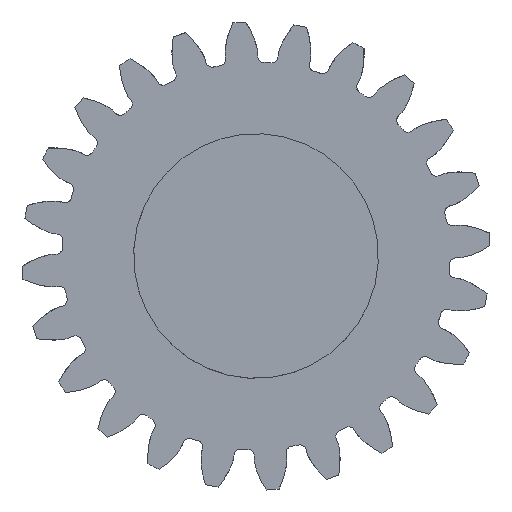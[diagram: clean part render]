
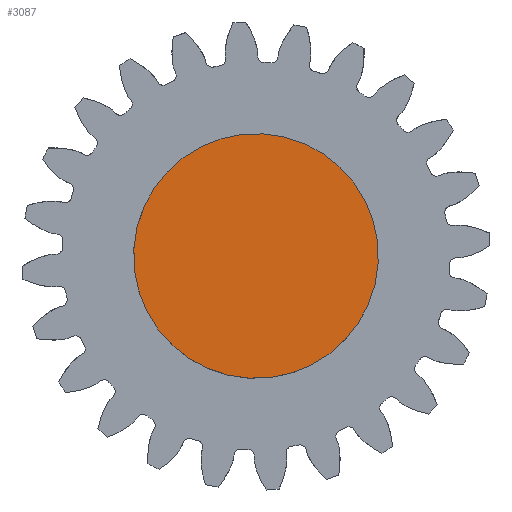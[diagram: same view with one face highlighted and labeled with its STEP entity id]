
A CAD part, left-side view. The second image highlights one B-rep face of the part: STEP entity #3087.
In plain terms, the highlighted face is planar.
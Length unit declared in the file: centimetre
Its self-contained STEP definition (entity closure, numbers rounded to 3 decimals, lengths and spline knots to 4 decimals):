
#369 = PLANE ( 'NONE',  #1990 ) ;
#768 = CIRCLE ( 'NONE', #1826, 0.9525 ) ;
#998 = CIRCLE ( 'NONE', #3652, 0.9525 ) ;
#1432 = ORIENTED_EDGE ( 'NONE', *, *, #6578, .F. ) ;
#1682 = DIRECTION ( 'NONE',  ( -1., 0., 0. ) ) ;
#1826 = AXIS2_PLACEMENT_3D ( 'NONE', #5222, #7640, #9435 ) ;
#1848 = DIRECTION ( 'NONE',  ( 0., 0., 1. ) ) ;
#1990 = AXIS2_PLACEMENT_3D ( 'NONE', #2912, #6319, #2078 ) ;
#2078 = DIRECTION ( 'NONE',  ( 0., -1., 0. ) ) ;
#2912 = CARTESIAN_POINT ( 'NONE',  ( 51.2005, 87.05, 0. ) ) ;
#3087 = ADVANCED_FACE ( 'NONE', ( #8854 ), #369, .F. ) ;
#3594 = EDGE_CURVE ( 'NONE', #10282, #9234, #768, .T. ) ;
#3652 = AXIS2_PLACEMENT_3D ( 'NONE', #7662, #1682, #1848 ) ;
#5222 = CARTESIAN_POINT ( 'NONE',  ( 51.2005, 87.05, 0. ) ) ;
#6319 = DIRECTION ( 'NONE',  ( -1., 0., 0. ) ) ;
#6578 = EDGE_CURVE ( 'NONE', #9234, #10282, #998, .T. ) ;
#7619 = CARTESIAN_POINT ( 'NONE',  ( 51.2005, 87.05, -0.9525 ) ) ;
#7640 = DIRECTION ( 'NONE',  ( -1., 0., 0. ) ) ;
#7662 = CARTESIAN_POINT ( 'NONE',  ( 51.2005, 87.05, 0. ) ) ;
#8854 = FACE_OUTER_BOUND ( 'NONE', #9775, .T. ) ;
#9234 = VERTEX_POINT ( 'NONE', #9853 ) ;
#9435 = DIRECTION ( 'NONE',  ( 0., 0., 1. ) ) ;
#9775 = EDGE_LOOP ( 'NONE', ( #10359, #1432 ) ) ;
#9853 = CARTESIAN_POINT ( 'NONE',  ( 51.2005, 87.05, 0.9525 ) ) ;
#10282 = VERTEX_POINT ( 'NONE', #7619 ) ;
#10359 = ORIENTED_EDGE ( 'NONE', *, *, #3594, .F. ) ;
